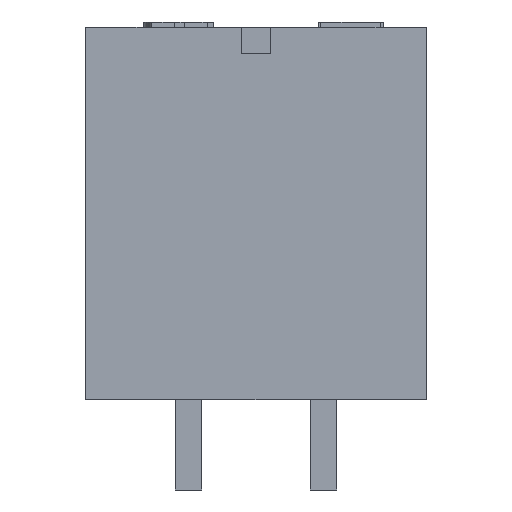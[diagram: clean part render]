
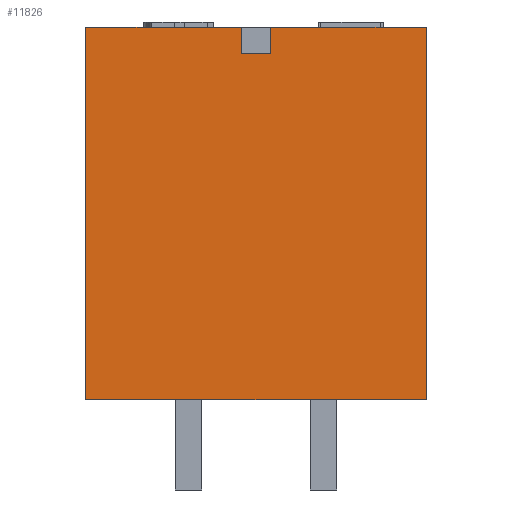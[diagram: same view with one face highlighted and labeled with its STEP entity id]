
A CAD part, left-side view. The second image highlights one B-rep face of the part: STEP entity #11826.
In plain terms, the highlighted planar face has unit normal (-1, 0, 0).
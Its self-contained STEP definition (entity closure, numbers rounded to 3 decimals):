
#213 = CARTESIAN_POINT ( 'NONE',  ( -6.4, -3.2, 7. ) ) ;
#702 = ORIENTED_EDGE ( 'NONE', *, *, #10051, .F. ) ;
#906 = PLANE ( 'NONE',  #11485 ) ;
#1031 = CARTESIAN_POINT ( 'NONE',  ( -6.4, -3.2, 7. ) ) ;
#1192 = DIRECTION ( 'NONE',  ( 0., 0., 1. ) ) ;
#1330 = DIRECTION ( 'NONE',  ( 0., -1., 0. ) ) ;
#1841 = VERTEX_POINT ( 'NONE', #9207 ) ;
#2293 = VECTOR ( 'NONE', #7437, 1000. ) ;
#2599 = ORIENTED_EDGE ( 'NONE', *, *, #13472, .F. ) ;
#2896 = CARTESIAN_POINT ( 'NONE',  ( -6.4, 0.275, 6.5 ) ) ;
#3163 = FACE_OUTER_BOUND ( 'NONE', #10787, .T. ) ;
#3211 = VERTEX_POINT ( 'NONE', #8045 ) ;
#3263 = LINE ( 'NONE', #10928, #8663 ) ;
#3879 = VERTEX_POINT ( 'NONE', #2896 ) ;
#4264 = DIRECTION ( 'NONE',  ( 1., 0., 0. ) ) ;
#4292 = CARTESIAN_POINT ( 'NONE',  ( -6.4, 3.2, 0. ) ) ;
#4531 = CARTESIAN_POINT ( 'NONE',  ( -6.4, -0.275, 6.5 ) ) ;
#4700 = CARTESIAN_POINT ( 'NONE',  ( -6.4, 0.275, 7. ) ) ;
#4865 = VECTOR ( 'NONE', #6665, 1000. ) ;
#5140 = ORIENTED_EDGE ( 'NONE', *, *, #8062, .F. ) ;
#5175 = VERTEX_POINT ( 'NONE', #4700 ) ;
#5321 = LINE ( 'NONE', #10800, #13552 ) ;
#5991 = EDGE_CURVE ( 'NONE', #3211, #8523, #5321, .T. ) ;
#6075 = LINE ( 'NONE', #1031, #8634 ) ;
#6325 = CARTESIAN_POINT ( 'NONE',  ( -6.4, -0.275, 6.5 ) ) ;
#6420 = ORIENTED_EDGE ( 'NONE', *, *, #8420, .T. ) ;
#6548 = CARTESIAN_POINT ( 'NONE',  ( -6.4, 0.275, 6.5 ) ) ;
#6614 = EDGE_CURVE ( 'NONE', #3879, #7040, #3263, .T. ) ;
#6665 = DIRECTION ( 'NONE',  ( 0., 0., -1. ) ) ;
#6684 = DIRECTION ( 'NONE',  ( 0., -1., 0. ) ) ;
#7025 = ORIENTED_EDGE ( 'NONE', *, *, #7992, .T. ) ;
#7040 = VERTEX_POINT ( 'NONE', #6325 ) ;
#7437 = DIRECTION ( 'NONE',  ( 0., -1., 0. ) ) ;
#7720 = LINE ( 'NONE', #4531, #10233 ) ;
#7857 = ORIENTED_EDGE ( 'NONE', *, *, #5991, .T. ) ;
#7992 = EDGE_CURVE ( 'NONE', #3879, #5175, #12074, .T. ) ;
#8045 = CARTESIAN_POINT ( 'NONE',  ( -6.4, 3.2, 7. ) ) ;
#8062 = EDGE_CURVE ( 'NONE', #1841, #11809, #13575, .T. ) ;
#8420 = EDGE_CURVE ( 'NONE', #8523, #10638, #13719, .T. ) ;
#8523 = VERTEX_POINT ( 'NONE', #4292 ) ;
#8634 = VECTOR ( 'NONE', #9649, 1000. ) ;
#8663 = VECTOR ( 'NONE', #1330, 1000. ) ;
#8721 = DIRECTION ( 'NONE',  ( 0., 0., 1. ) ) ;
#8937 = ORIENTED_EDGE ( 'NONE', *, *, #10044, .F. ) ;
#9207 = CARTESIAN_POINT ( 'NONE',  ( -6.4, -0.275, 7. ) ) ;
#9518 = ORIENTED_EDGE ( 'NONE', *, *, #6614, .F. ) ;
#9569 = CARTESIAN_POINT ( 'NONE',  ( -6.4, -3.2, 7. ) ) ;
#9649 = DIRECTION ( 'NONE',  ( 0., -1., 0. ) ) ;
#10044 = EDGE_CURVE ( 'NONE', #11809, #10638, #13113, .T. ) ;
#10051 = EDGE_CURVE ( 'NONE', #7040, #1841, #7720, .T. ) ;
#10233 = VECTOR ( 'NONE', #8721, 1000. ) ;
#10638 = VERTEX_POINT ( 'NONE', #10992 ) ;
#10700 = CARTESIAN_POINT ( 'NONE',  ( -6.4, -3.2, 7. ) ) ;
#10787 = EDGE_LOOP ( 'NONE', ( #5140, #702, #9518, #7025, #2599, #7857, #6420, #8937 ) ) ;
#10800 = CARTESIAN_POINT ( 'NONE',  ( -6.4, 3.2, 7. ) ) ;
#10928 = CARTESIAN_POINT ( 'NONE',  ( -6.4, -0.275, 6.5 ) ) ;
#10992 = CARTESIAN_POINT ( 'NONE',  ( -6.4, -3.2, 0. ) ) ;
#11485 = AXIS2_PLACEMENT_3D ( 'NONE', #10700, #4264, #11770 ) ;
#11714 = VECTOR ( 'NONE', #1192, 1000. ) ;
#11770 = DIRECTION ( 'NONE',  ( 0., 0., -1. ) ) ;
#11809 = VERTEX_POINT ( 'NONE', #9569 ) ;
#11826 = ADVANCED_FACE ( 'NONE', ( #3163 ), #906, .F. ) ;
#11874 = DIRECTION ( 'NONE',  ( 0., 0., -1. ) ) ;
#12074 = LINE ( 'NONE', #6548, #11714 ) ;
#12805 = CARTESIAN_POINT ( 'NONE',  ( -6.4, -3.2, 0. ) ) ;
#13113 = LINE ( 'NONE', #13140, #4865 ) ;
#13140 = CARTESIAN_POINT ( 'NONE',  ( -6.4, -3.2, 7. ) ) ;
#13266 = VECTOR ( 'NONE', #6684, 1000. ) ;
#13472 = EDGE_CURVE ( 'NONE', #3211, #5175, #6075, .T. ) ;
#13552 = VECTOR ( 'NONE', #11874, 1000. ) ;
#13575 = LINE ( 'NONE', #213, #13266 ) ;
#13719 = LINE ( 'NONE', #12805, #2293 ) ;
